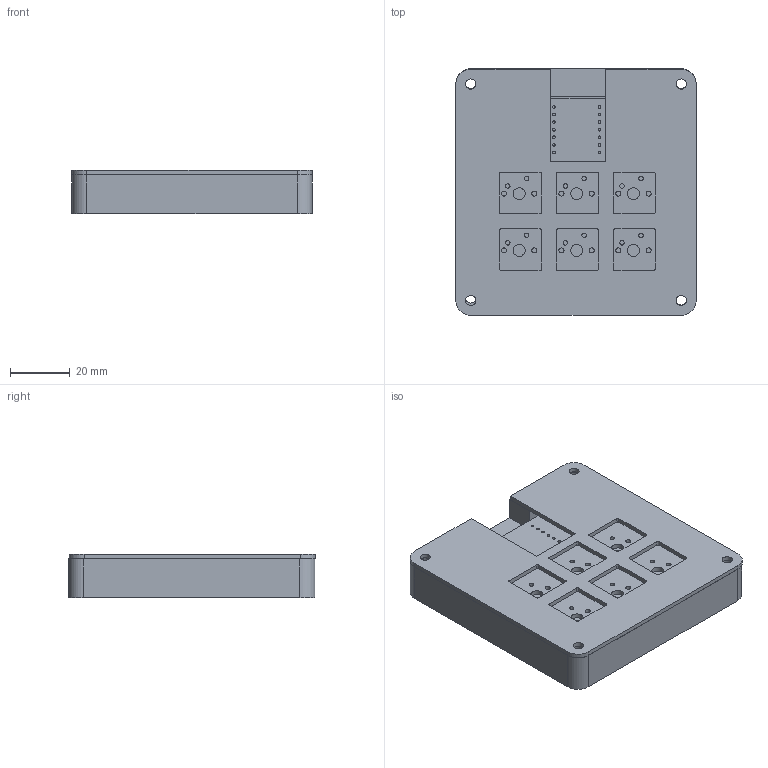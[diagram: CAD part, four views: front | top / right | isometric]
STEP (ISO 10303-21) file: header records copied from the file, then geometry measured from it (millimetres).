
FILE_DESCRIPTION(/* description */ ('KiCad electronic assembly','CAx-IF Rec.Pracs.---Representation and Presentation of Product Manufacturing Information (PMI)---4.0---2014-10-13'),/* implementation_level */ '2;1');
FILE_NAME(/* name */ '6keyKeeb v1.step',/* time_stamp */ '2025-02-15T23:17:15-08:00',/* author */ (''),/* organization */ (''),/* preprocessor_version */ 'ST-DEVELOPER v20',/* originating_system */ 'Autodesk Translation Framework v13.20.0.188',/* authorisation */ '');
FILE_SCHEMA (('AP242_MANAGED_MODEL_BASED_3D_ENGINEERING_MIM_LF { 1 0 10303 442 1 1 4 }'));
Length unit declared in the file: millimetre
Products named in the file (6): 6keyKeeb 1; _autosave-6keyKeeb_PCB; top; top_1; bot; devxiexie KEEB
Assembly tree (5 placements, depth 3):
  6keyKeeb 1
    _autosave-6keyKeeb_PCB
    top
      top_1
    bot
      devxiexie KEEB
Bounding box: 80.61 x 82.78 x 14.5 mm (x, y, z)
Volume: 58196.5 mm3; surface area: 39306.6 mm2
Topology: 3 solids, 3 shells, 505 faces, 1398 edges, 932 vertices
Faces by surface type: plane 225, bspline 192, cylinder 88
Full cylindrical faces by diameter (mm): 0.889 x14, 1.5 x12, 1.7 x12, 3.4 x8, 4 x6, 6 x4
Entity records: 18264 total; most frequent: CARTESIAN_POINT 6110, ORIENTED_EDGE 2796, DIRECTION 1838, EDGE_CURVE 1398, VERTEX_POINT 932, LINE 838, VECTOR 838, EDGE_LOOP 654
